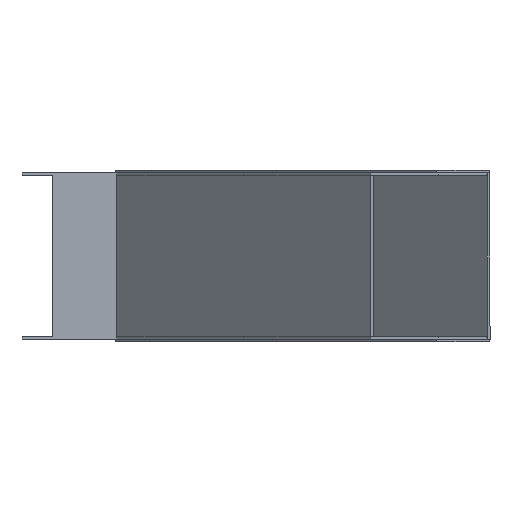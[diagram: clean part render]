
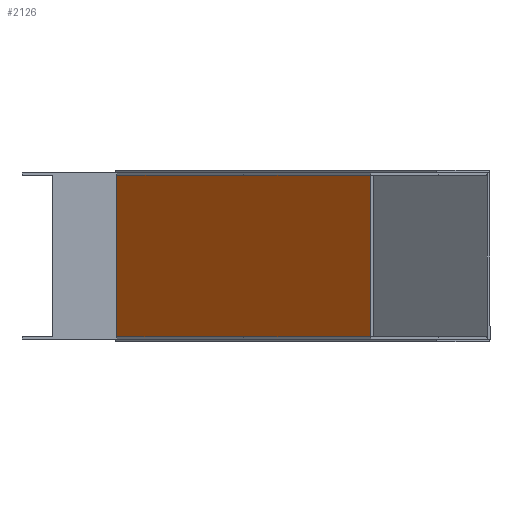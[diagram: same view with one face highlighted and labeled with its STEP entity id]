
A CAD part, front view. The second image highlights one B-rep face of the part: STEP entity #2126.
In plain terms, the highlighted planar face has unit normal (-0.707, -0.707, 0).
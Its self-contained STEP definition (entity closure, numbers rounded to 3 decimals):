
#5 = CARTESIAN_POINT ( 'NONE',  ( -11.442, -39.734, 145.829 ) ) ;
#72 = ORIENTED_EDGE ( 'NONE', *, *, #2511, .T. ) ;
#102 = CARTESIAN_POINT ( 'NONE',  ( -11.442, -39.734, 145.829 ) ) ;
#167 = VERTEX_POINT ( 'NONE', #5 ) ;
#264 = AXIS2_PLACEMENT_3D ( 'NONE', #1457, #2248, #2484 ) ;
#270 = EDGE_LOOP ( 'NONE', ( #72, #482, #1291, #1218, #2332, #1661 ) ) ;
#280 = CARTESIAN_POINT ( 'NONE',  ( -50.861, -0.317, 95.829 ) ) ;
#341 = B_SPLINE_CURVE_WITH_KNOTS ( 'NONE', 3,
 ( #1492, #1395, #487, #2069 ),
 .UNSPECIFIED., .F., .F.,
 ( 4, 4 ),
 ( 0., 1. ),
 .UNSPECIFIED. ) ;
#365 = CARTESIAN_POINT ( 'NONE',  ( -11.442, -39.734, 95.829 ) ) ;
#390 = VECTOR ( 'NONE', #957, 1000. ) ;
#482 = ORIENTED_EDGE ( 'NONE', *, *, #2427, .T. ) ;
#487 = CARTESIAN_POINT ( 'NONE',  ( -37.721, -13.455, 145.829 ) ) ;
#490 = EDGE_CURVE ( 'NONE', #806, #2460, #2487, .T. ) ;
#561 = PLANE ( 'NONE',  #264 ) ;
#590 = EDGE_CURVE ( 'NONE', #2460, #167, #1170, .T. ) ;
#638 = B_SPLINE_CURVE_WITH_KNOTS ( 'NONE', 3,
 ( #280, #735, #2096, #2083 ),
 .UNSPECIFIED., .F., .F.,
 ( 4, 4 ),
 ( 0., 1. ),
 .UNSPECIFIED. ) ;
#664 = CARTESIAN_POINT ( 'NONE',  ( -50.861, -0.317, 95.829 ) ) ;
#696 = DIRECTION ( 'NONE',  ( 0., 0., 1. ) ) ;
#705 = CARTESIAN_POINT ( 'NONE',  ( 27.976, -79.153, 145.829 ) ) ;
#735 = CARTESIAN_POINT ( 'NONE',  ( -37.721, -13.455, 95.829 ) ) ;
#806 = VERTEX_POINT ( 'NONE', #2510 ) ;
#876 = CARTESIAN_POINT ( 'NONE',  ( 27.975, -79.154, 145.829 ) ) ;
#957 = DIRECTION ( 'NONE',  ( 0., 0., -1. ) ) ;
#984 = VERTEX_POINT ( 'NONE', #365 ) ;
#1061 = FACE_OUTER_BOUND ( 'NONE', #270, .T. ) ;
#1136 = CARTESIAN_POINT ( 'NONE',  ( -50.86, -0.316, 145.829 ) ) ;
#1170 = B_SPLINE_CURVE_WITH_KNOTS ( 'NONE', 3,
 ( #876, #2437, #1262, #102 ),
 .UNSPECIFIED., .F., .F.,
 ( 4, 4 ),
 ( 0., 1. ),
 .UNSPECIFIED. ) ;
#1218 = ORIENTED_EDGE ( 'NONE', *, *, #490, .T. ) ;
#1262 = CARTESIAN_POINT ( 'NONE',  ( 1.698, -52.874, 145.829 ) ) ;
#1291 = ORIENTED_EDGE ( 'NONE', *, *, #1572, .F. ) ;
#1359 = EDGE_CURVE ( 'NONE', #167, #1979, #341, .T. ) ;
#1395 = CARTESIAN_POINT ( 'NONE',  ( -24.581, -26.595, 145.829 ) ) ;
#1457 = CARTESIAN_POINT ( 'NONE',  ( 27.979, -79.156, 145.829 ) ) ;
#1492 = CARTESIAN_POINT ( 'NONE',  ( -11.442, -39.734, 145.829 ) ) ;
#1500 = VERTEX_POINT ( 'NONE', #664 ) ;
#1503 = B_SPLINE_CURVE_WITH_KNOTS ( 'NONE', 3,
 ( #1620, #2174, #1581, #1573 ),
 .UNSPECIFIED., .F., .F.,
 ( 4, 4 ),
 ( 0., 1. ),
 .UNSPECIFIED. ) ;
#1567 = LINE ( 'NONE', #1136, #390 ) ;
#1572 = EDGE_CURVE ( 'NONE', #806, #984, #1503, .T. ) ;
#1573 = CARTESIAN_POINT ( 'NONE',  ( -11.442, -39.734, 95.829 ) ) ;
#1581 = CARTESIAN_POINT ( 'NONE',  ( 1.697, -52.874, 95.829 ) ) ;
#1620 = CARTESIAN_POINT ( 'NONE',  ( 27.978, -79.156, 95.829 ) ) ;
#1661 = ORIENTED_EDGE ( 'NONE', *, *, #1359, .T. ) ;
#1714 = CARTESIAN_POINT ( 'NONE',  ( 27.975, -79.154, 145.829 ) ) ;
#1979 = VERTEX_POINT ( 'NONE', #2361 ) ;
#2069 = CARTESIAN_POINT ( 'NONE',  ( -50.864, -0.315, 145.829 ) ) ;
#2083 = CARTESIAN_POINT ( 'NONE',  ( -11.442, -39.734, 95.829 ) ) ;
#2096 = CARTESIAN_POINT ( 'NONE',  ( -24.581, -26.595, 95.829 ) ) ;
#2126 = ADVANCED_FACE ( 'NONE', ( #1061 ), #561, .T. ) ;
#2174 = CARTESIAN_POINT ( 'NONE',  ( 14.836, -66.015, 95.829 ) ) ;
#2248 = DIRECTION ( 'NONE',  ( -0.707, -0.707, 0. ) ) ;
#2261 = VECTOR ( 'NONE', #696, 1000. ) ;
#2332 = ORIENTED_EDGE ( 'NONE', *, *, #590, .T. ) ;
#2361 = CARTESIAN_POINT ( 'NONE',  ( -50.864, -0.315, 145.829 ) ) ;
#2427 = EDGE_CURVE ( 'NONE', #1500, #984, #638, .T. ) ;
#2437 = CARTESIAN_POINT ( 'NONE',  ( 14.837, -66.013, 145.829 ) ) ;
#2460 = VERTEX_POINT ( 'NONE', #1714 ) ;
#2484 = DIRECTION ( 'NONE',  ( 0.707, -0.707, 0. ) ) ;
#2487 = LINE ( 'NONE', #705, #2261 ) ;
#2510 = CARTESIAN_POINT ( 'NONE',  ( 27.978, -79.156, 95.829 ) ) ;
#2511 = EDGE_CURVE ( 'NONE', #1979, #1500, #1567, .T. ) ;
